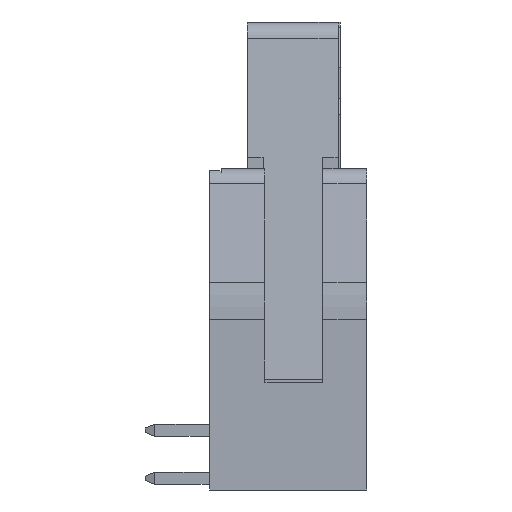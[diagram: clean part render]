
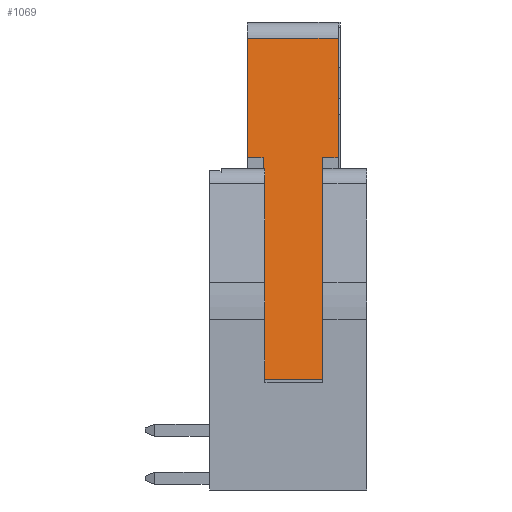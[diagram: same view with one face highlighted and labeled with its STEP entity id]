
A CAD part, left-side view. The second image highlights one B-rep face of the part: STEP entity #1069.
In plain terms, the highlighted face is planar.
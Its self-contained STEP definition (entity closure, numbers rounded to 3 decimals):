
#1069 = ADVANCED_FACE( '', ( #2043 ), #2044, .T. );
#2043 = FACE_OUTER_BOUND( '', #2964, .T. );
#2044 = PLANE( '', #2965 );
#2964 = EDGE_LOOP( '', ( #5591, #5592, #5593, #5594, #5595, #5596, #5597, #5598 ) );
#2965 = AXIS2_PLACEMENT_3D( '', #5599, #5600, #5601 );
#5591 = ORIENTED_EDGE( '', *, *, #6758, .T. );
#5592 = ORIENTED_EDGE( '', *, *, #6653, .F. );
#5593 = ORIENTED_EDGE( '', *, *, #7032, .F. );
#5594 = ORIENTED_EDGE( '', *, *, #7033, .T. );
#5595 = ORIENTED_EDGE( '', *, *, #7034, .F. );
#5596 = ORIENTED_EDGE( '', *, *, #6596, .F. );
#5597 = ORIENTED_EDGE( '', *, *, #6744, .T. );
#5598 = ORIENTED_EDGE( '', *, *, #6992, .F. );
#5599 = CARTESIAN_POINT( '', ( 2.278, -2.4, 11.55 ) );
#5600 = DIRECTION( '', ( 0.991, 0., 0.13 ) );
#5601 = DIRECTION( '', ( 0.13, 0., -0.991 ) );
#6596 = EDGE_CURVE( '', #8185, #8187, #8188, .T. );
#6653 = EDGE_CURVE( '', #8267, #8269, #8270, .T. );
#6744 = EDGE_CURVE( '', #8185, #8396, #8399, .T. );
#6758 = EDGE_CURVE( '', #8418, #8269, #8419, .T. );
#6992 = EDGE_CURVE( '', #8418, #8396, #8705, .T. );
#7032 = EDGE_CURVE( '', #8748, #8267, #8749, .T. );
#7033 = EDGE_CURVE( '', #8748, #8750, #8751, .T. );
#7034 = EDGE_CURVE( '', #8187, #8750, #8752, .T. );
#8185 = VERTEX_POINT( '', #10410 );
#8187 = VERTEX_POINT( '', #10413 );
#8188 = LINE( '', #10414, #10415 );
#8267 = VERTEX_POINT( '', #10533 );
#8269 = VERTEX_POINT( '', #10535 );
#8270 = LINE( '', #10536, #10537 );
#8396 = VERTEX_POINT( '', #10727 );
#8399 = LINE( '', #10731, #10732 );
#8418 = VERTEX_POINT( '', #10760 );
#8419 = LINE( '', #10761, #10762 );
#8705 = LINE( '', #11184, #11185 );
#8748 = VERTEX_POINT( '', #11245 );
#8749 = LINE( '', #11246, #11247 );
#8750 = VERTEX_POINT( '', #11248 );
#8751 = LINE( '', #11249, #11250 );
#8752 = LINE( '', #11251, #11252 );
#10410 = CARTESIAN_POINT( '', ( 4.65, -1.57, -6.49 ) );
#10413 = CARTESIAN_POINT( '', ( 3.107, -1.57, 5.248 ) );
#10414 = CARTESIAN_POINT( '', ( 3.107, -1.57, 5.248 ) );
#10415 = VECTOR( '', #11937, 1000. );
#10533 = CARTESIAN_POINT( '', ( 2.278, 2.4, 11.55 ) );
#10535 = CARTESIAN_POINT( '', ( 3.107, 2.4, 5.248 ) );
#10536 = CARTESIAN_POINT( '', ( 2.278, 2.4, 11.55 ) );
#10537 = VECTOR( '', #11992, 1000. );
#10727 = CARTESIAN_POINT( '', ( 4.65, 1.57, -6.49 ) );
#10731 = CARTESIAN_POINT( '', ( 4.65, -2.4, -6.49 ) );
#10732 = VECTOR( '', #12067, 1000. );
#10760 = CARTESIAN_POINT( '', ( 3.107, 1.57, 5.248 ) );
#10761 = CARTESIAN_POINT( '', ( 3.107, 1.57, 5.248 ) );
#10762 = VECTOR( '', #12077, 1000. );
#11184 = CARTESIAN_POINT( '', ( 3.107, 1.57, 5.248 ) );
#11185 = VECTOR( '', #12262, 1000. );
#11245 = CARTESIAN_POINT( '', ( 2.278, -2.4, 11.55 ) );
#11246 = CARTESIAN_POINT( '', ( 2.278, -2.4, 11.55 ) );
#11247 = VECTOR( '', #12289, 1000. );
#11248 = CARTESIAN_POINT( '', ( 3.107, -2.4, 5.248 ) );
#11249 = CARTESIAN_POINT( '', ( 2.278, -2.4, 11.55 ) );
#11250 = VECTOR( '', #12290, 1000. );
#11251 = CARTESIAN_POINT( '', ( 3.107, -1.57, 5.248 ) );
#11252 = VECTOR( '', #12291, 1000. );
#11937 = DIRECTION( '', ( -0.13, 0., 0.991 ) );
#11992 = DIRECTION( '', ( 0.13, 0., -0.991 ) );
#12067 = DIRECTION( '', ( 0., 1., 0. ) );
#12077 = DIRECTION( '', ( 0., 1., 0. ) );
#12262 = DIRECTION( '', ( 0.13, 0., -0.991 ) );
#12289 = DIRECTION( '', ( 0., 1., 0. ) );
#12290 = DIRECTION( '', ( 0.13, 0., -0.991 ) );
#12291 = DIRECTION( '', ( 0., -1., 0. ) );
